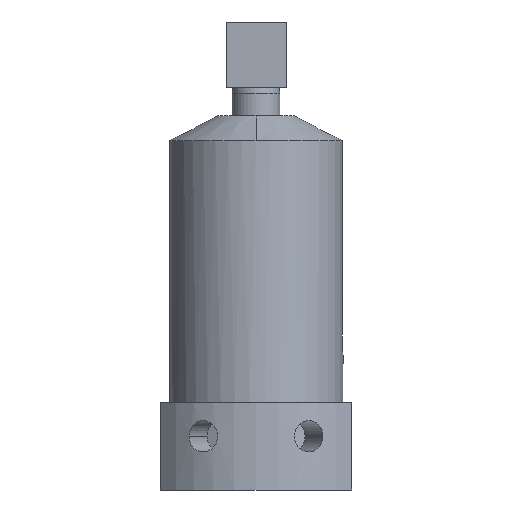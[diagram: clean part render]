
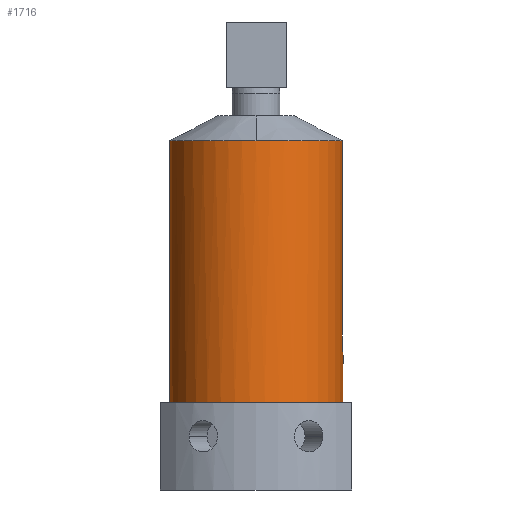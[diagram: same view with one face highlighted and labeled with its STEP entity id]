
A CAD part, left-side view. The second image highlights one B-rep face of the part: STEP entity #1716.
In plain terms, the highlighted cylindrical face has radius 23.114 mm (diameter 46.228 mm), a partial arc.
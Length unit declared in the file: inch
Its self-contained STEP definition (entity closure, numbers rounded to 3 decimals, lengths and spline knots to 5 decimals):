
#170=CARTESIAN_POINT('',(0.,0.,3.65));
#171=DIRECTION('',(0.,0.,1.));
#172=DIRECTION('',(-1.,0.,0.));
#173=AXIS2_PLACEMENT_3D('',#170,#171,#172);
#178=CARTESIAN_POINT('',(0.,0.,3.65));
#179=DIRECTION('',(0.,0.,1.));
#180=DIRECTION('',(0.114,-0.993,0.));
#181=AXIS2_PLACEMENT_3D('',#178,#179,#180);
#186=DIRECTION('',(0.,0.,1.));
#187=VECTOR('',#186,2.02892);
#188=CARTESIAN_POINT('',(0.104,-0.90404,1.62108));
#189=LINE('',#188,#187);
#200=CARTESIAN_POINT('',(0.104,-0.90404,3.65));
#210=CARTESIAN_POINT('',(0.,0.,0.91));
#211=DIRECTION('',(0.,0.,-1.));
#212=DIRECTION('',(0.114,0.993,0.));
#213=AXIS2_PLACEMENT_3D('',#210,#211,#212);
#648=CARTESIAN_POINT('',(-0.104,0.90404,3.65));
#658=DIRECTION('',(0.,0.,1.));
#659=VECTOR('',#658,2.74);
#660=CARTESIAN_POINT('',(-0.104,0.90404,0.91));
#661=LINE('',#660,#659);
#681=DIRECTION('',(0.,0.,1.));
#682=VECTOR('',#681,2.74);
#683=CARTESIAN_POINT('',(0.104,0.90404,0.91));
#684=LINE('',#683,#682);
#693=CARTESIAN_POINT('',(0.104,0.90404,3.65));
#712=CARTESIAN_POINT('',(0.,0.,3.65));
#713=DIRECTION('',(0.,0.,1.));
#714=DIRECTION('',(1.,0.,0.));
#715=AXIS2_PLACEMENT_3D('',#712,#713,#714);
#734=CARTESIAN_POINT('',(0.,0.,3.65));
#735=DIRECTION('',(0.,0.,1.));
#736=DIRECTION('',(-0.114,0.993,0.));
#737=AXIS2_PLACEMENT_3D('',#734,#735,#736);
#957=DIRECTION('',(0.,0.,1.));
#958=VECTOR('',#957,2.02892);
#959=CARTESIAN_POINT('',(-0.104,-0.90404,1.62108));
#960=LINE('',#959,#958);
#969=CARTESIAN_POINT('',(-0.104,-0.90404,3.65));
#1021=CARTESIAN_POINT('',(0.104,-0.90404,1.62108));
#1022=CARTESIAN_POINT('',(0.10922,-0.90344,
1.61477));
#1023=CARTESIAN_POINT('',(0.11849,-0.90228,
1.60123));
#1024=CARTESIAN_POINT('',(0.12847,-0.9009,
1.57881));
#1025=CARTESIAN_POINT('',(0.13425,-0.90005,
1.55504));
#1026=CARTESIAN_POINT('',(0.13566,-0.89983,
1.53066));
#1027=CARTESIAN_POINT('',(0.13269,-0.90028,
1.50641));
#1028=CARTESIAN_POINT('',(0.1254,-0.90133,
1.48303));
#1029=CARTESIAN_POINT('',(0.11397,-0.90287,
1.46127));
#1030=CARTESIAN_POINT('',(0.09877,-0.90468,
1.44187));
#1031=CARTESIAN_POINT('',(0.08029,-0.90652,
1.42555));
#1032=CARTESIAN_POINT('',(0.05922,-0.90816,
1.41286));
#1033=CARTESIAN_POINT('',(0.03627,-0.90938,
1.4042));
#1034=CARTESIAN_POINT('',(0.01222,-0.91003,
1.39982));
#1035=CARTESIAN_POINT('',(-0.0122,-0.91003,
1.39982));
#1036=CARTESIAN_POINT('',(-0.03625,-0.90938,
1.4042));
#1037=CARTESIAN_POINT('',(-0.0592,-0.90816,
1.41285));
#1038=CARTESIAN_POINT('',(-0.08028,-0.90653,
1.42554));
#1039=CARTESIAN_POINT('',(-0.09875,-0.90468,
1.44186));
#1040=CARTESIAN_POINT('',(-0.11396,-0.90287,
1.46125));
#1041=CARTESIAN_POINT('',(-0.12539,-0.90134,
1.48301));
#1042=CARTESIAN_POINT('',(-0.13269,-0.90028,
1.5064));
#1043=CARTESIAN_POINT('',(-0.13566,-0.89983,
1.53065));
#1044=CARTESIAN_POINT('',(-0.13425,-0.90004,
1.55502));
#1045=CARTESIAN_POINT('',(-0.12848,-0.9009,
1.5788));
#1046=CARTESIAN_POINT('',(-0.11849,-0.90228,
1.60123));
#1047=CARTESIAN_POINT('',(-0.10922,-0.90344,
1.61477));
#1048=CARTESIAN_POINT('',(-0.104,-0.90404,1.62108));
#1417=CARTESIAN_POINT('',(-0.91,0.,3.65));
#1418=VERTEX_POINT('',#1417);
#1419=CARTESIAN_POINT('',(0.91,0.,3.65));
#1420=VERTEX_POINT('',#1419);
#1489=VERTEX_POINT('',#200);
#1496=VERTEX_POINT('',#969);
#1501=CARTESIAN_POINT('',(0.104,-0.90404,1.62108));
#1502=VERTEX_POINT('',#1501);
#1511=CARTESIAN_POINT('',(-0.104,-0.90404,1.62108));
#1512=VERTEX_POINT('',#1511);
#1514=CARTESIAN_POINT('',(-0.104,0.90404,0.91));
#1516=VERTEX_POINT('',#1514);
#1518=CARTESIAN_POINT('',(0.104,0.90404,0.91));
#1520=VERTEX_POINT('',#1518);
#1521=VERTEX_POINT('',#648);
#1528=VERTEX_POINT('',#693);
#1692=CARTESIAN_POINT('',(0.,0.,3.91));
#1693=DIRECTION('',(0.,0.,1.));
#1694=DIRECTION('',(1.,0.,0.));
#1695=AXIS2_PLACEMENT_3D('',#1692,#1693,#1694);
#1696=CYLINDRICAL_SURFACE('',#1695,0.91);
#1698=ORIENTED_EDGE('',*,*,#1697,.T.);
#1700=ORIENTED_EDGE('',*,*,#1699,.T.);
#1702=ORIENTED_EDGE('',*,*,#1701,.T.);
#1703=ORIENTED_EDGE('',*,*,#1665,.T.);
#1705=ORIENTED_EDGE('',*,*,#1704,.F.);
#1707=ORIENTED_EDGE('',*,*,#1706,.F.);
#1708=ORIENTED_EDGE('',*,*,#1682,.T.);
#1709=ORIENTED_EDGE('',*,*,#1672,.T.);
#1711=ORIENTED_EDGE('',*,*,#1710,.T.);
#1713=ORIENTED_EDGE('',*,*,#1712,.F.);
#1714=EDGE_LOOP('',(#1698,#1700,#1702,#1703,#1705,#1707,#1708,#1709,#1711,
#1713));
#1715=FACE_OUTER_BOUND('',#1714,.F.);
#1716=ADVANCED_FACE('',(#1715),#1696,.T.);
#174=CIRCLE('',#173,0.91);
#182=CIRCLE('',#181,0.91);
#214=CIRCLE('',#213,0.91);
#716=CIRCLE('',#715,0.91);
#738=CIRCLE('',#737,0.91);
#1049=B_SPLINE_CURVE_WITH_KNOTS('',3,(#1021,#1022,#1023,#1024,#1025,#1026,#1027,
#1028,#1029,#1030,#1031,#1032,#1033,#1034,#1035,#1036,#1037,#1038,#1039,#1040,
#1041,#1042,#1043,#1044,#1045,#1046,#1047,#1048),.UNSPECIFIED.,.F.,.F.,(4,1,1,1,
1,1,1,1,1,1,1,1,1,1,1,1,1,1,1,1,1,1,1,1,1,4),(0.,0.04,0.08,0.12,0.16,
0.2,0.24,0.28,0.32,0.36,0.4,0.44,0.48,0.52,0.56,0.6,
0.64,0.68,0.72,0.76,0.8,0.84,0.88,0.92,0.96,1.),
.UNSPECIFIED.);
#1665=EDGE_CURVE('',#1418,#1496,#174,.T.);
#1672=EDGE_CURVE('',#1489,#1420,#182,.T.);
#1682=EDGE_CURVE('',#1502,#1489,#189,.T.);
#1697=EDGE_CURVE('',#1520,#1516,#214,.T.);
#1699=EDGE_CURVE('',#1516,#1521,#661,.T.);
#1701=EDGE_CURVE('',#1521,#1418,#738,.T.);
#1704=EDGE_CURVE('',#1512,#1496,#960,.T.);
#1706=EDGE_CURVE('',#1502,#1512,#1049,.T.);
#1710=EDGE_CURVE('',#1420,#1528,#716,.T.);
#1712=EDGE_CURVE('',#1520,#1528,#684,.T.);
